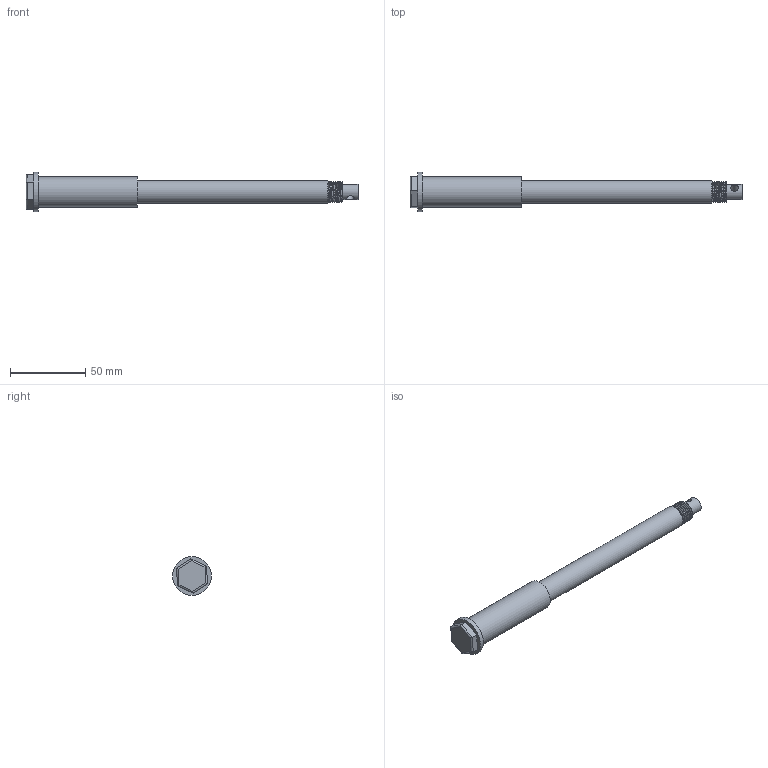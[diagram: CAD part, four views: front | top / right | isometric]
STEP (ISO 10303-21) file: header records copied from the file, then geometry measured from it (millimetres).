
FILE_DESCRIPTION(/* description */ (''),/* implementation_level */ '2;1');
FILE_NAME(/* name */ 'axe roue avant v1.step',/* time_stamp */ '2019-11-03T08:33:38+01:00',/* author */ (''),/* organization */ (''),/* preprocessor_version */ 'ST-DEVELOPER v18',/* originating_system */ 'Autodesk Translation Framework v8.6.0.1094',/* authorisation */ '');
FILE_SCHEMA (('AUTOMOTIVE_DESIGN { 1 0 10303 214 3 1 1 }'));
Length unit declared in the file: millimetre
Products named in the file (1): axe roue avant
Bounding box: 221 x 26 x 26 mm (x, y, z)
Volume: 48402.9 mm3; surface area: 12851.2 mm2
Topology: 1 solids, 1 shells, 42 faces, 102 edges, 67 vertices
Faces by surface type: cylinder 27, plane 13, bspline 2
Full cylindrical faces by diameter (mm): 5 x1, 10 x1, 12.137 x6, 13.85 x6, 15 x1, 20 x1, 26 x1
Entity records: 3182 total; most frequent: CARTESIAN_POINT 2222, ORIENTED_EDGE 204, DIRECTION 163, EDGE_CURVE 102, VERTEX_POINT 67, AXIS2_PLACEMENT_3D 60, EDGE_LOOP 49, LINE 43
